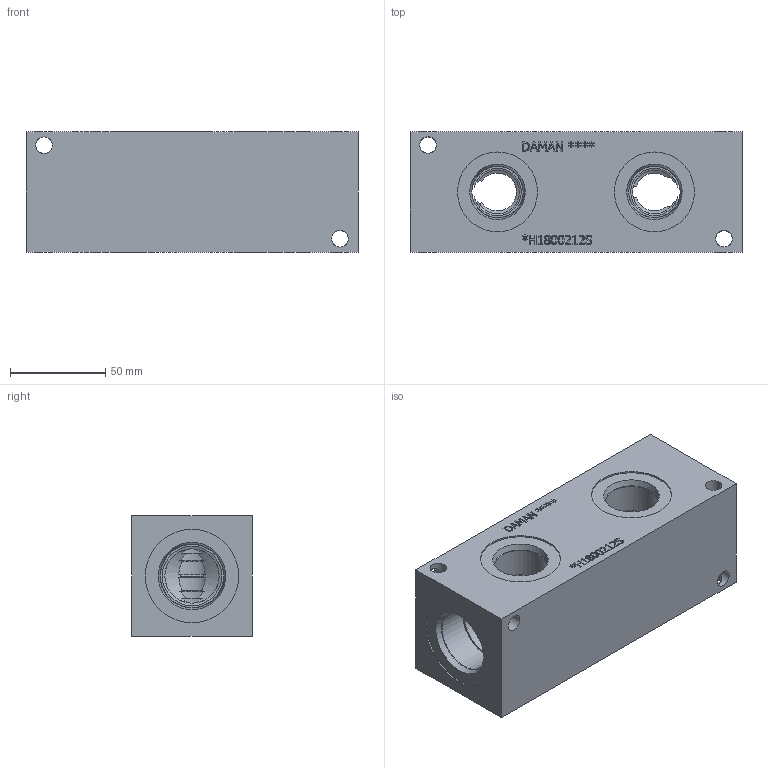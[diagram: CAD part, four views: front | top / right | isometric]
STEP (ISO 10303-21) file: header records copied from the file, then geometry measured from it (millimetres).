
FILE_DESCRIPTION(/* description */ (''),/* implementation_level */ '2;1');
FILE_NAME(/* name */ '_H1800212S.stp',/* time_stamp */ '2020-03-24T08:17:42-04:00',/* author */ ('alexanderw'),/* organization */ (''),/* preprocessor_version */ 'ST-DEVELOPER v17',/* originating_system */ 'Autodesk Inventor 2019',/* authorisation */ '');
FILE_SCHEMA (('AUTOMOTIVE_DESIGN { 1 0 10303 214 3 1 1 }'));
Length unit declared in the file: millimetre
Products named in the file (1): Part_AH1800212S_3D
Bounding box: 174.62 x 63.5 x 63.5 mm (x, y, z)
Volume: 563500.5 mm3; surface area: 72463.7 mm2
Topology: 1 solids, 1 shells, 397 faces, 1105 edges, 737 vertices
Faces by surface type: plane 235, bspline 91, cylinder 39, cone 32
Full cylindrical faces by diameter (mm): 8.738 x8, 26.99 x1, 27 x3, 27.432 x4, 28.575 x2, 31.267 x2, 33.34 x1, 33.35 x1, 33.757 x2, 35.509 x1, 42.037 x4, 49.124 x2
Entity records: 13694 total; most frequent: CARTESIAN_POINT 3748, ORIENTED_EDGE 2208, DIRECTION 1607, EDGE_CURVE 1104, VERTEX_POINT 737, LINE 723, VECTOR 723, EDGE_LOOP 445
